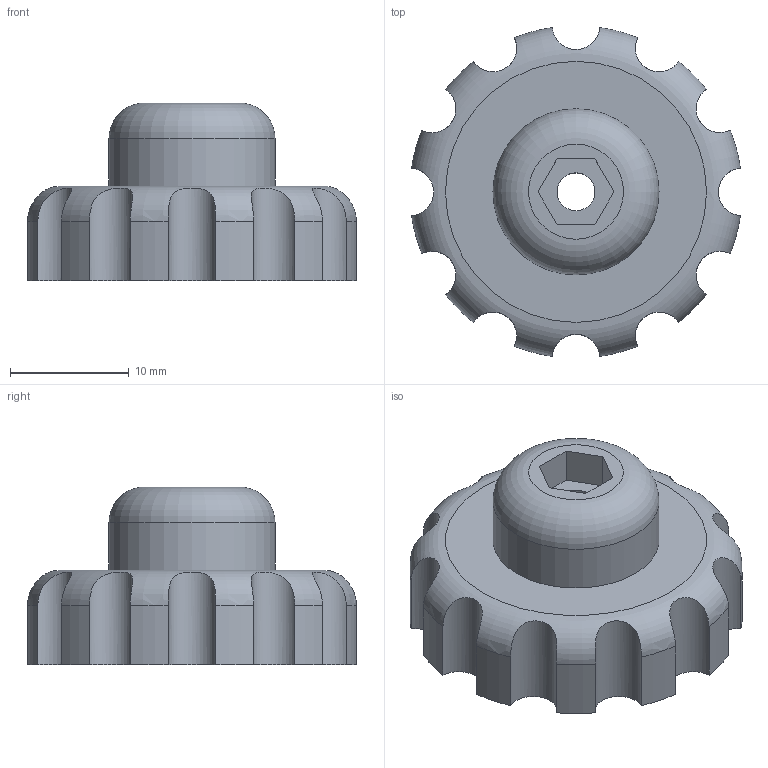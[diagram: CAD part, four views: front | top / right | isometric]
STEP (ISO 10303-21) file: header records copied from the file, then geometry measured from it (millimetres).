
FILE_DESCRIPTION(('FreeCAD Model'),'2;1');
FILE_NAME('tensioner-knob-x2.step', '2019-07-17T12:08:11',('Author'),(''), 'Open CASCADE STEP processor 6.8','FreeCAD','Unknown');
FILE_SCHEMA(('AUTOMOTIVE_DESIGN_CC2 { 1 2 10303 214 -1 1 5 4 }'));
Length unit declared in the file: millimetre
Products named in the file (2): ASSEMBLY; tensioner-knob
Assembly tree (1 placements, depth 2):
  ASSEMBLY
    tensioner-knob
Bounding box: 27.71 x 27.71 x 15 mm (x, y, z)
Volume: 5028 mm3; surface area: 2315.5 mm2
Topology: 1 solids, 1 shells, 45 faces, 119 edges, 79 vertices
Faces by surface type: cylinder 26, plane 17, torus 2
Full cylindrical faces by diameter (mm): 3.2 x1, 14 x1
Entity records: 12286 total; most frequent: CARTESIAN_POINT 10042, DIRECTION 366, ORIENTED_EDGE 238, PCURVE 238, DEFINITIONAL_REPRESENTATION 238, LINE 169, VECTOR 169, EDGE_CURVE 119
